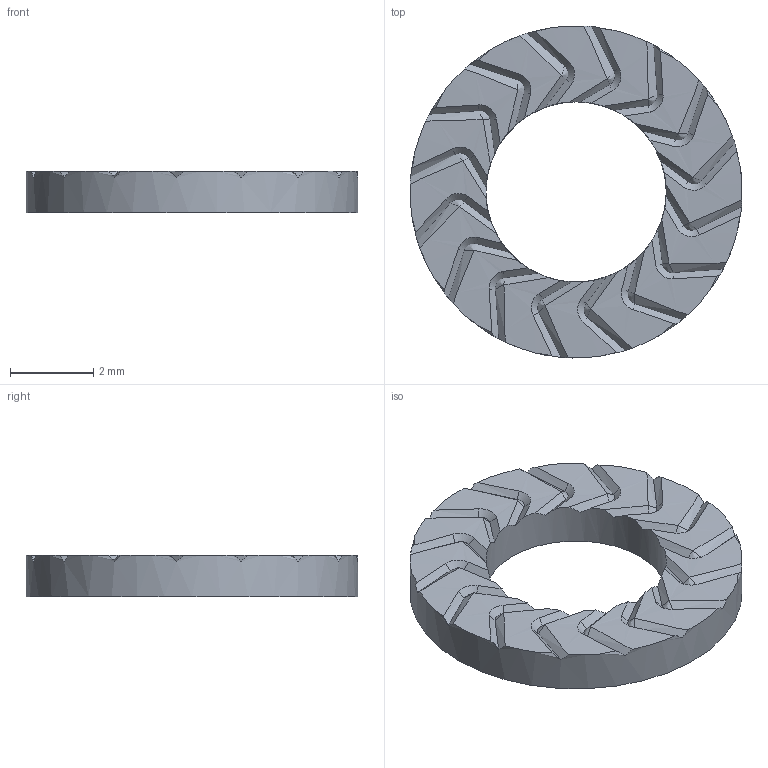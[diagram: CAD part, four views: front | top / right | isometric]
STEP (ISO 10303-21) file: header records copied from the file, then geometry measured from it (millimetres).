
FILE_DESCRIPTION( ( 'AP 214' ), '1' );
FILE_NAME( '070810_NSK S4_Muster_flach.stp', ' ', ( ' ' ), ( ' ' ), 'PSStep 16.0.33', 'VISI 20.0', ' ' );
FILE_SCHEMA( ( 'AUTOMOTIVE_DESIGN { 1 0 10303 214 1 1 1 1 }' ) );
Length unit declared in the file: millimetre
Products named in the file (1): 1
Bounding box: 8 x 7.99 x 1 mm (x, y, z)
Volume: 40.8 mm3; surface area: 116.7 mm2
Topology: 1 solids, 1 shells, 119 faces, 333 edges, 216 vertices
Faces by surface type: plane 82, bspline 32, torus 3, cylinder 2
Full cylindrical faces by diameter (mm): 4.34 x1, 8 x1
Entity records: 5027 total; most frequent: CARTESIAN_POINT 1284, ORIENTED_EDGE 652, DIRECTION 476, EDGE_CURVE 326, VERTEX_POINT 214, AXIS2_PLACEMENT_3D 190, B_SPLINE_CURVE_WITH_KNOTS 128, EDGE_LOOP 126
